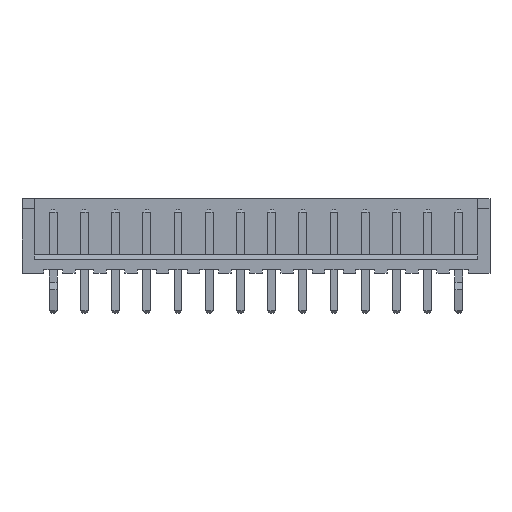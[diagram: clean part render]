
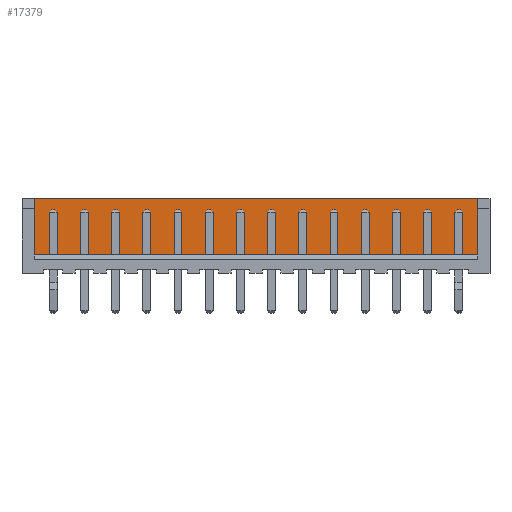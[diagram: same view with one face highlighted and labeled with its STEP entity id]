
A CAD part, front view. The second image highlights one B-rep face of the part: STEP entity #17379.
In plain terms, the highlighted planar face has unit normal (0, -1, 0).
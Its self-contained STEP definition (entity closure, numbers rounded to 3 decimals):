
#7668 = PLANE('',#7669);
#7669 = AXIS2_PLACEMENT_3D('',#7670,#7671,#7672);
#7670 = CARTESIAN_POINT('',(34.,-0.6,1.5));
#7671 = DIRECTION('',(0.,0.,-1.));
#7672 = DIRECTION('',(-1.,0.,0.));
#7724 = PLANE('',#7725);
#7725 = AXIS2_PLACEMENT_3D('',#7726,#7727,#7728);
#7726 = CARTESIAN_POINT('',(-2.5,-2.2,6.));
#7727 = DIRECTION('',(0.,0.,-1.));
#7728 = DIRECTION('',(-1.,0.,0.));
#12036 = VERTEX_POINT('',#12037);
#12037 = CARTESIAN_POINT('',(34.55,1.15,6.));
#12051 = PLANE('',#12052);
#12052 = AXIS2_PLACEMENT_3D('',#12053,#12054,#12055);
#12053 = CARTESIAN_POINT('',(34.55,0.65,6.));
#12054 = DIRECTION('',(1.,0.,0.));
#12055 = DIRECTION('',(0.,1.,0.));
#12063 = EDGE_CURVE('',#12036,#12064,#12066,.T.);
#12064 = VERTEX_POINT('',#12065);
#12065 = CARTESIAN_POINT('',(-2.05,1.15,6.));
#12066 = SURFACE_CURVE('',#12067,(#12071,#12078),.PCURVE_S1.);
#12067 = LINE('',#12068,#12069);
#12068 = CARTESIAN_POINT('',(34.55,1.15,6.));
#12069 = VECTOR('',#12070,1.);
#12070 = DIRECTION('',(-1.,0.,0.));
#12071 = PCURVE('',#7724,#12072);
#12072 = DEFINITIONAL_REPRESENTATION('',(#12073),#12077);
#12073 = LINE('',#12074,#12075);
#12074 = CARTESIAN_POINT('',(-37.05,3.35));
#12075 = VECTOR('',#12076,1.);
#12076 = DIRECTION('',(1.,0.));
#12077 = ( GEOMETRIC_REPRESENTATION_CONTEXT(2)
PARAMETRIC_REPRESENTATION_CONTEXT() REPRESENTATION_CONTEXT('2D SPACE',''
) );
#12078 = PCURVE('',#12079,#12084);
#12079 = PLANE('',#12080);
#12080 = AXIS2_PLACEMENT_3D('',#12081,#12082,#12083);
#12081 = CARTESIAN_POINT('',(34.55,1.15,6.));
#12082 = DIRECTION('',(0.,1.,0.));
#12083 = DIRECTION('',(-1.,0.,0.));
#12084 = DEFINITIONAL_REPRESENTATION('',(#12085),#12089);
#12085 = LINE('',#12086,#12087);
#12086 = CARTESIAN_POINT('',(0.,0.));
#12087 = VECTOR('',#12088,1.);
#12088 = DIRECTION('',(1.,0.));
#12089 = ( GEOMETRIC_REPRESENTATION_CONTEXT(2)
PARAMETRIC_REPRESENTATION_CONTEXT() REPRESENTATION_CONTEXT('2D SPACE',''
) );
#12107 = PLANE('',#12108);
#12108 = AXIS2_PLACEMENT_3D('',#12109,#12110,#12111);
#12109 = CARTESIAN_POINT('',(-2.05,1.15,6.));
#12110 = DIRECTION('',(-1.,0.,0.));
#12111 = DIRECTION('',(0.,-1.,0.));
#12359 = VERTEX_POINT('',#12360);
#12360 = CARTESIAN_POINT('',(-2.05,1.15,1.5));
#12381 = EDGE_CURVE('',#12382,#12359,#12384,.T.);
#12382 = VERTEX_POINT('',#12383);
#12383 = CARTESIAN_POINT('',(34.55,1.15,1.5));
#12384 = SURFACE_CURVE('',#12385,(#12389,#12396),.PCURVE_S1.);
#12385 = LINE('',#12386,#12387);
#12386 = CARTESIAN_POINT('',(34.55,1.15,1.5));
#12387 = VECTOR('',#12388,1.);
#12388 = DIRECTION('',(-1.,0.,0.));
#12389 = PCURVE('',#7668,#12390);
#12390 = DEFINITIONAL_REPRESENTATION('',(#12391),#12395);
#12391 = LINE('',#12392,#12393);
#12392 = CARTESIAN_POINT('',(-0.55,1.75));
#12393 = VECTOR('',#12394,1.);
#12394 = DIRECTION('',(1.,0.));
#12395 = ( GEOMETRIC_REPRESENTATION_CONTEXT(2)
PARAMETRIC_REPRESENTATION_CONTEXT() REPRESENTATION_CONTEXT('2D SPACE',''
) );
#12396 = PCURVE('',#12079,#12397);
#12397 = DEFINITIONAL_REPRESENTATION('',(#12398),#12402);
#12398 = LINE('',#12399,#12400);
#12399 = CARTESIAN_POINT('',(0.,-4.5));
#12400 = VECTOR('',#12401,1.);
#12401 = DIRECTION('',(1.,0.));
#12402 = ( GEOMETRIC_REPRESENTATION_CONTEXT(2)
PARAMETRIC_REPRESENTATION_CONTEXT() REPRESENTATION_CONTEXT('2D SPACE',''
) );
#17356 = EDGE_CURVE('',#12064,#12359,#17357,.T.);
#17357 = SURFACE_CURVE('',#17358,(#17362,#17369),.PCURVE_S1.);
#17358 = LINE('',#17359,#17360);
#17359 = CARTESIAN_POINT('',(-2.05,1.15,6.));
#17360 = VECTOR('',#17361,1.);
#17361 = DIRECTION('',(0.,0.,-1.));
#17362 = PCURVE('',#12107,#17363);
#17363 = DEFINITIONAL_REPRESENTATION('',(#17364),#17368);
#17364 = LINE('',#17365,#17366);
#17365 = CARTESIAN_POINT('',(0.,0.));
#17366 = VECTOR('',#17367,1.);
#17367 = DIRECTION('',(0.,-1.));
#17368 = ( GEOMETRIC_REPRESENTATION_CONTEXT(2)
PARAMETRIC_REPRESENTATION_CONTEXT() REPRESENTATION_CONTEXT('2D SPACE',''
) );
#17369 = PCURVE('',#12079,#17370);
#17370 = DEFINITIONAL_REPRESENTATION('',(#17371),#17375);
#17371 = LINE('',#17372,#17373);
#17372 = CARTESIAN_POINT('',(36.6,0.));
#17373 = VECTOR('',#17374,1.);
#17374 = DIRECTION('',(0.,-1.));
#17375 = ( GEOMETRIC_REPRESENTATION_CONTEXT(2)
PARAMETRIC_REPRESENTATION_CONTEXT() REPRESENTATION_CONTEXT('2D SPACE',''
) );
#17379 = ADVANCED_FACE('',(#17380),#12079,.F.);
#17380 = FACE_BOUND('',#17381,.F.);
#17381 = EDGE_LOOP('',(#17382,#17403,#17404,#17405));
#17382 = ORIENTED_EDGE('',*,*,#17383,.T.);
#17383 = EDGE_CURVE('',#12036,#12382,#17384,.T.);
#17384 = SURFACE_CURVE('',#17385,(#17389,#17396),.PCURVE_S1.);
#17385 = LINE('',#17386,#17387);
#17386 = CARTESIAN_POINT('',(34.55,1.15,6.));
#17387 = VECTOR('',#17388,1.);
#17388 = DIRECTION('',(0.,0.,-1.));
#17389 = PCURVE('',#12079,#17390);
#17390 = DEFINITIONAL_REPRESENTATION('',(#17391),#17395);
#17391 = LINE('',#17392,#17393);
#17392 = CARTESIAN_POINT('',(0.,0.));
#17393 = VECTOR('',#17394,1.);
#17394 = DIRECTION('',(0.,-1.));
#17395 = ( GEOMETRIC_REPRESENTATION_CONTEXT(2)
PARAMETRIC_REPRESENTATION_CONTEXT() REPRESENTATION_CONTEXT('2D SPACE',''
) );
#17396 = PCURVE('',#12051,#17397);
#17397 = DEFINITIONAL_REPRESENTATION('',(#17398),#17402);
#17398 = LINE('',#17399,#17400);
#17399 = CARTESIAN_POINT('',(0.5,0.));
#17400 = VECTOR('',#17401,1.);
#17401 = DIRECTION('',(0.,-1.));
#17402 = ( GEOMETRIC_REPRESENTATION_CONTEXT(2)
PARAMETRIC_REPRESENTATION_CONTEXT() REPRESENTATION_CONTEXT('2D SPACE',''
) );
#17403 = ORIENTED_EDGE('',*,*,#12381,.T.);
#17404 = ORIENTED_EDGE('',*,*,#17356,.F.);
#17405 = ORIENTED_EDGE('',*,*,#12063,.F.);
